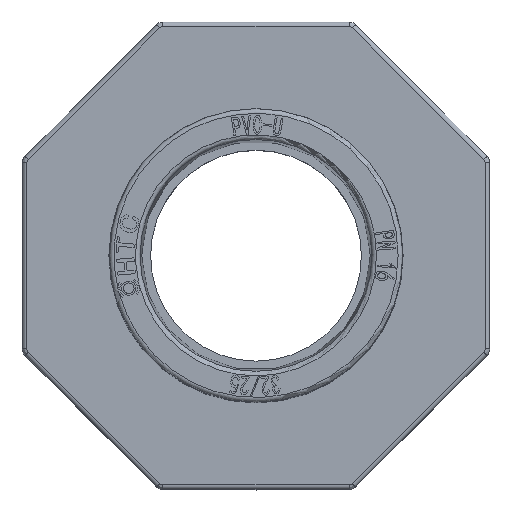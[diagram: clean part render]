
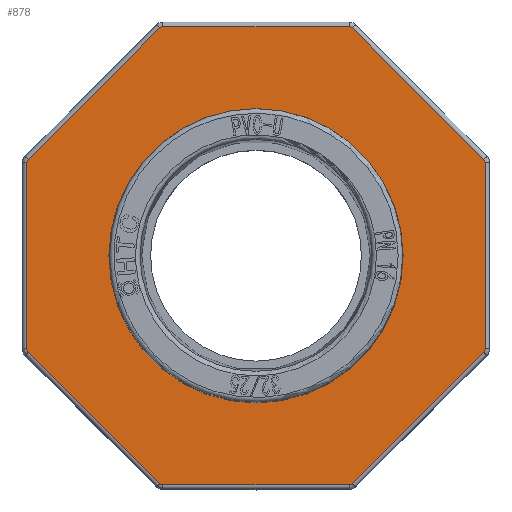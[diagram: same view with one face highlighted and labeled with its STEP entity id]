
A CAD part, top view. The second image highlights one B-rep face of the part: STEP entity #878.
In plain terms, the highlighted planar face has unit normal (0, 0, 1).
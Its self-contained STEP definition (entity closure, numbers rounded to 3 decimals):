
#878=ADVANCED_FACE('',(#3770,#3771),#1602,.T.);
#1602=PLANE('',#13363);
#2285=LINE('',#22523,#2964);
#2286=LINE('',#22528,#2965);
#2287=LINE('',#22532,#2966);
#2288=LINE('',#22536,#2967);
#2289=LINE('',#22540,#2968);
#2290=LINE('',#22544,#2969);
#2291=LINE('',#22548,#2970);
#2292=LINE('',#22552,#2971);
#2964=VECTOR('',#14332,1.);
#2965=VECTOR('',#14335,1.);
#2966=VECTOR('',#14338,1.);
#2967=VECTOR('',#14341,1.);
#2968=VECTOR('',#14344,1.);
#2969=VECTOR('',#14347,1.);
#2970=VECTOR('',#14350,1.);
#2971=VECTOR('',#14353,1.);
#3646=CIRCLE('',#13343,16.05);
#3648=CIRCLE('',#13355,0.5);
#3649=CIRCLE('',#13356,0.5);
#3650=CIRCLE('',#13357,0.5);
#3651=CIRCLE('',#13358,0.5);
#3652=CIRCLE('',#13359,0.5);
#3653=CIRCLE('',#13360,0.5);
#3654=CIRCLE('',#13361,0.5);
#3655=CIRCLE('',#13362,0.5);
#3770=FACE_BOUND('',#3852,.T.);
#3771=FACE_BOUND('',#3853,.T.);
#3852=EDGE_LOOP('',(#5220,#5221,#5222,#5223,#5224,#5225,#5226,#5227,#5228,
#5229,#5230,#5231,#5232,#5233,#5234,#5235));
#3853=EDGE_LOOP('',(#5236));
#5220=ORIENTED_EDGE('',*,*,#10624,.T.);
#5221=ORIENTED_EDGE('',*,*,#10625,.T.);
#5222=ORIENTED_EDGE('',*,*,#10626,.T.);
#5223=ORIENTED_EDGE('',*,*,#10627,.T.);
#5224=ORIENTED_EDGE('',*,*,#10628,.T.);
#5225=ORIENTED_EDGE('',*,*,#10629,.T.);
#5226=ORIENTED_EDGE('',*,*,#10630,.T.);
#5227=ORIENTED_EDGE('',*,*,#10631,.T.);
#5228=ORIENTED_EDGE('',*,*,#10632,.T.);
#5229=ORIENTED_EDGE('',*,*,#10633,.T.);
#5230=ORIENTED_EDGE('',*,*,#10634,.T.);
#5231=ORIENTED_EDGE('',*,*,#10635,.T.);
#5232=ORIENTED_EDGE('',*,*,#10636,.T.);
#5233=ORIENTED_EDGE('',*,*,#10637,.T.);
#5234=ORIENTED_EDGE('',*,*,#10638,.T.);
#5235=ORIENTED_EDGE('',*,*,#10639,.T.);
#5236=ORIENTED_EDGE('',*,*,#10566,.T.);
#9207=VERTEX_POINT('',#22263);
#9256=VERTEX_POINT('',#22524);
#9257=VERTEX_POINT('',#22525);
#9258=VERTEX_POINT('',#22527);
#9259=VERTEX_POINT('',#22529);
#9260=VERTEX_POINT('',#22531);
#9261=VERTEX_POINT('',#22533);
#9262=VERTEX_POINT('',#22535);
#9263=VERTEX_POINT('',#22537);
#9264=VERTEX_POINT('',#22539);
#9265=VERTEX_POINT('',#22541);
#9266=VERTEX_POINT('',#22543);
#9267=VERTEX_POINT('',#22545);
#9268=VERTEX_POINT('',#22547);
#9269=VERTEX_POINT('',#22549);
#9270=VERTEX_POINT('',#22551);
#9271=VERTEX_POINT('',#22553);
#10566=EDGE_CURVE('',#9207,#9207,#3646,.T.);
#10624=EDGE_CURVE('',#9256,#9257,#2285,.T.);
#10625=EDGE_CURVE('',#9257,#9258,#3648,.T.);
#10626=EDGE_CURVE('',#9258,#9259,#2286,.T.);
#10627=EDGE_CURVE('',#9259,#9260,#3649,.T.);
#10628=EDGE_CURVE('',#9260,#9261,#2287,.T.);
#10629=EDGE_CURVE('',#9261,#9262,#3650,.T.);
#10630=EDGE_CURVE('',#9262,#9263,#2288,.T.);
#10631=EDGE_CURVE('',#9263,#9264,#3651,.T.);
#10632=EDGE_CURVE('',#9264,#9265,#2289,.T.);
#10633=EDGE_CURVE('',#9265,#9266,#3652,.T.);
#10634=EDGE_CURVE('',#9266,#9267,#2290,.T.);
#10635=EDGE_CURVE('',#9267,#9268,#3653,.T.);
#10636=EDGE_CURVE('',#9268,#9269,#2291,.T.);
#10637=EDGE_CURVE('',#9269,#9270,#3654,.T.);
#10638=EDGE_CURVE('',#9270,#9271,#2292,.T.);
#10639=EDGE_CURVE('',#9271,#9256,#3655,.T.);
#13343=AXIS2_PLACEMENT_3D('',#22262,#14268,#14269);
#13355=AXIS2_PLACEMENT_3D('',#22526,#14333,#14334);
#13356=AXIS2_PLACEMENT_3D('',#22530,#14336,#14337);
#13357=AXIS2_PLACEMENT_3D('',#22534,#14339,#14340);
#13358=AXIS2_PLACEMENT_3D('',#22538,#14342,#14343);
#13359=AXIS2_PLACEMENT_3D('',#22542,#14345,#14346);
#13360=AXIS2_PLACEMENT_3D('',#22546,#14348,#14349);
#13361=AXIS2_PLACEMENT_3D('',#22550,#14351,#14352);
#13362=AXIS2_PLACEMENT_3D('',#22554,#14354,#14355);
#13363=AXIS2_PLACEMENT_3D('',#22555,#14356,#14357);
#14268=DIRECTION('',(0.,0.,-1.));
#14269=DIRECTION('',(1.,0.,0.));
#14332=DIRECTION('',(0.,-1.,0.));
#14333=DIRECTION('',(0.,0.,1.));
#14334=DIRECTION('',(1.,0.,0.));
#14335=DIRECTION('',(0.707,-0.707,0.));
#14336=DIRECTION('',(0.,0.,1.));
#14337=DIRECTION('',(1.,0.,0.));
#14338=DIRECTION('',(1.,0.,0.));
#14339=DIRECTION('',(0.,0.,1.));
#14340=DIRECTION('',(1.,0.,0.));
#14341=DIRECTION('',(0.707,0.707,0.));
#14342=DIRECTION('',(0.,0.,1.));
#14343=DIRECTION('',(1.,0.,0.));
#14344=DIRECTION('',(0.,1.,0.));
#14345=DIRECTION('',(0.,0.,1.));
#14346=DIRECTION('',(1.,0.,0.));
#14347=DIRECTION('',(-0.707,0.707,0.));
#14348=DIRECTION('',(0.,0.,1.));
#14349=DIRECTION('',(1.,0.,0.));
#14350=DIRECTION('',(-1.,0.,0.));
#14351=DIRECTION('',(0.,0.,1.));
#14352=DIRECTION('',(1.,0.,0.));
#14353=DIRECTION('',(-0.707,-0.707,0.));
#14354=DIRECTION('',(0.,0.,1.));
#14355=DIRECTION('',(1.,0.,0.));
#14356=DIRECTION('',(0.,0.,1.));
#14357=DIRECTION('',(1.,0.,0.));
#22262=CARTESIAN_POINT('',(189.,149.5,23.004));
#22263=CARTESIAN_POINT('',(205.05,149.5,23.004));
#22523=CARTESIAN_POINT('',(164.,139.352,23.004));
#22524=CARTESIAN_POINT('',(164.,159.648,23.004));
#22525=CARTESIAN_POINT('',(164.,139.352,23.004));
#22526=CARTESIAN_POINT('',(164.5,139.352,23.004));
#22527=CARTESIAN_POINT('',(164.146,138.998,23.004));
#22528=CARTESIAN_POINT('',(178.498,124.646,23.004));
#22529=CARTESIAN_POINT('',(178.498,124.646,23.004));
#22530=CARTESIAN_POINT('',(178.852,125.,23.004));
#22531=CARTESIAN_POINT('',(178.852,124.5,23.004));
#22532=CARTESIAN_POINT('',(199.148,124.5,23.004));
#22533=CARTESIAN_POINT('',(199.148,124.5,23.004));
#22534=CARTESIAN_POINT('',(199.148,125.,23.004));
#22535=CARTESIAN_POINT('',(199.502,124.646,23.004));
#22536=CARTESIAN_POINT('',(213.854,138.998,23.004));
#22537=CARTESIAN_POINT('',(213.854,138.998,23.004));
#22538=CARTESIAN_POINT('',(213.5,139.352,23.004));
#22539=CARTESIAN_POINT('',(214.,139.352,23.004));
#22540=CARTESIAN_POINT('',(214.,159.648,23.004));
#22541=CARTESIAN_POINT('',(214.,159.648,23.004));
#22542=CARTESIAN_POINT('',(213.5,159.648,23.004));
#22543=CARTESIAN_POINT('',(213.854,160.002,23.004));
#22544=CARTESIAN_POINT('',(199.502,174.354,23.004));
#22545=CARTESIAN_POINT('',(199.502,174.354,23.004));
#22546=CARTESIAN_POINT('',(199.148,174.,23.004));
#22547=CARTESIAN_POINT('',(199.148,174.5,23.004));
#22548=CARTESIAN_POINT('',(178.852,174.5,23.004));
#22549=CARTESIAN_POINT('',(178.852,174.5,23.004));
#22550=CARTESIAN_POINT('',(178.852,174.,23.004));
#22551=CARTESIAN_POINT('',(178.498,174.354,23.004));
#22552=CARTESIAN_POINT('',(164.146,160.002,23.004));
#22553=CARTESIAN_POINT('',(164.146,160.002,23.004));
#22554=CARTESIAN_POINT('',(164.5,159.648,23.004));
#22555=CARTESIAN_POINT('',(76.,0.,23.004));
